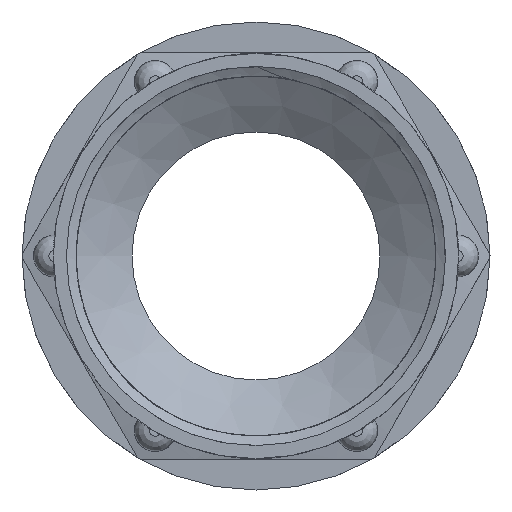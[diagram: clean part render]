
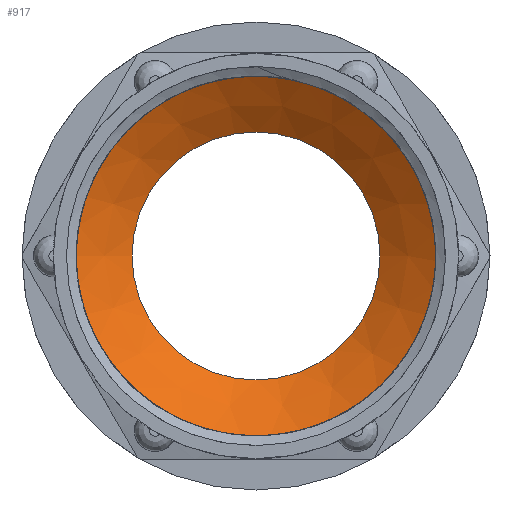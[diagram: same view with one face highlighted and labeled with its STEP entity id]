
A CAD part, left-side view. The second image highlights one B-rep face of the part: STEP entity #917.
In plain terms, the highlighted conical face has half-angle 56.611 degrees and reference radius 11.95 mm.
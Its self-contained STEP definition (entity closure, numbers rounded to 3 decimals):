
#21=FACE_BOUND('',#231,.T.);
#35=CONICAL_SURFACE('',#1015,11.95,56.611);
#42=CIRCLE('',#937,14.15);
#43=CIRCLE('',#941,14.15);
#86=CIRCLE('',#1014,9.75);
#169=FACE_OUTER_BOUND('',#230,.T.);
#230=EDGE_LOOP('',(#796,#797));
#231=EDGE_LOOP('',(#798));
#377=VERTEX_POINT('',#3033);
#380=VERTEX_POINT('',#3304);
#448=VERTEX_POINT('',#4793);
#478=EDGE_CURVE('',#380,#377,#42,.T.);
#484=EDGE_CURVE('',#377,#380,#43,.T.);
#581=EDGE_CURVE('',#448,#448,#86,.T.);
#796=ORIENTED_EDGE('',*,*,#484,.F.);
#797=ORIENTED_EDGE('',*,*,#478,.F.);
#798=ORIENTED_EDGE('',*,*,#581,.T.);
#917=ADVANCED_FACE('',(#169,#21),#35,.F.);
#937=AXIS2_PLACEMENT_3D('',#3424,#1045,#1046);
#941=AXIS2_PLACEMENT_3D('',#4265,#1055,#1056);
#1014=AXIS2_PLACEMENT_3D('',#4794,#1231,#1232);
#1015=AXIS2_PLACEMENT_3D('',#4795,#1233,#1234);
#1045=DIRECTION('center_axis',(1.,0.,0.));
#1046=DIRECTION('ref_axis',(0.,0.,-1.));
#1055=DIRECTION('center_axis',(1.,0.,0.));
#1056=DIRECTION('ref_axis',(0.,0.,-1.));
#1231=DIRECTION('center_axis',(1.,0.,0.));
#1232=DIRECTION('ref_axis',(0.,0.,-1.));
#1233=DIRECTION('center_axis',(-1.,0.,0.));
#1234=DIRECTION('ref_axis',(0.,1.,0.));
#3033=CARTESIAN_POINT('',(-16.1,-13.363,-4.653));
#3304=CARTESIAN_POINT('',(-16.1,-14.038,1.773));
#3424=CARTESIAN_POINT('Origin',(-16.1,0.,0.));
#4265=CARTESIAN_POINT('Origin',(-16.1,0.,0.));
#4793=CARTESIAN_POINT('',(-13.2,9.75,0.));
#4794=CARTESIAN_POINT('Origin',(-13.2,0.,0.));
#4795=CARTESIAN_POINT('Origin',(-14.65,0.,0.));
